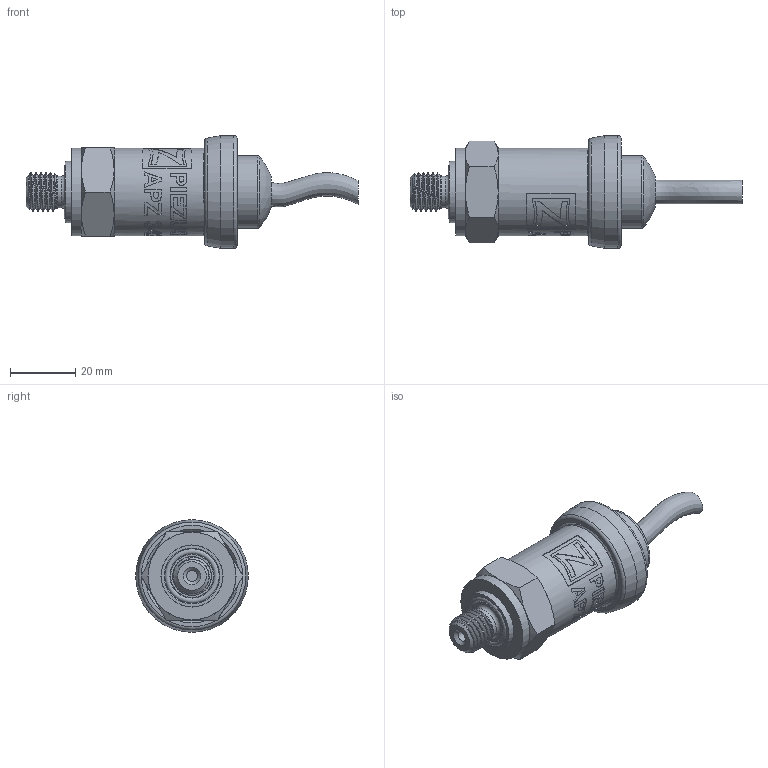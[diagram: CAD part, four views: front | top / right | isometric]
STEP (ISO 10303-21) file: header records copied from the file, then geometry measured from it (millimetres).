
FILE_DESCRIPTION(/* description */ (''),/* implementation_level */ '2;1');
FILE_NAME(/* name */ 'APZ3420_M12x1,5DIN_StainlessSteelCableGland.step',/* time_stamp */ '2021-06-17T10:21:53+03:00',/* author */ (''),/* organization */ (''),/* preprocessor_version */ 'ST-DEVELOPER v18.1',/* originating_system */ 'Autodesk Translation Framework v10.9.0.1377',/* authorisation */ '');
FILE_SCHEMA (('AUTOMOTIVE_DESIGN { 1 0 10303 214 3 1 1 }'));
Length unit declared in the file: millimetre
Products named in the file (6): APZ3420_M12x1,5DIN_StainlessSteelCableGland; M12x1,5 DIN; Stainless steel cable gland assembly v3; Stainless steel cable gland v2; Stainless steel cable gland nut v3; wire
Assembly tree (5 placements, depth 3):
  APZ3420_M12x1,5DIN_StainlessSteelCableGland
    M12x1,5 DIN
    Stainless steel cable gland assembly v3
      Stainless steel cable gland v2
      Stainless steel cable gland nut v3
      wire
Bounding box: 101.73 x 34.5 x 34.5 mm (x, y, z)
Volume: 38284.7 mm3; surface area: 10594.7 mm2
Topology: 3 solids, 3 shells, 374 faces, 1024 edges, 683 vertices
Faces by surface type: bspline 237, cylinder 61, plane 35, cone 22, torus 18, sphere 1
Full cylindrical faces by diameter (mm): 3.3 x1, 9.8 x1, 10.137 x5, 11.85 x4, 13.5 x2, 16.7 x2, 22.3 x1, 24.5 x1, 25.132 x4, 25.526 x1, 26.85 x2, 27.208 x3, 27.7 x1, 34.5 x1
Entity records: 25738 total; most frequent: CARTESIAN_POINT 17479, ORIENTED_EDGE 2048, DIRECTION 1067, EDGE_CURVE 1024, VERTEX_POINT 683, B_SPLINE_CURVE_WITH_KNOTS 425, EDGE_LOOP 405, LINE 377
